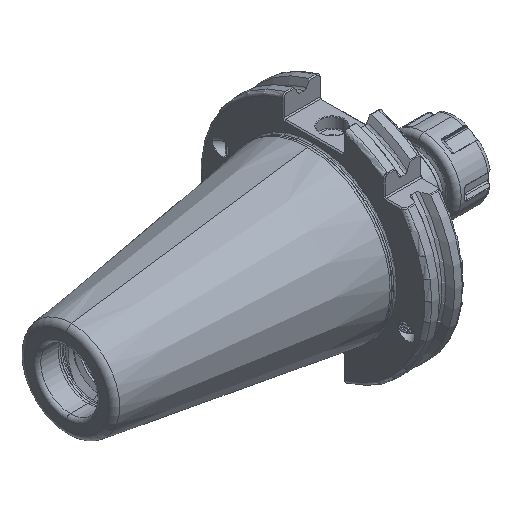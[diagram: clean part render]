
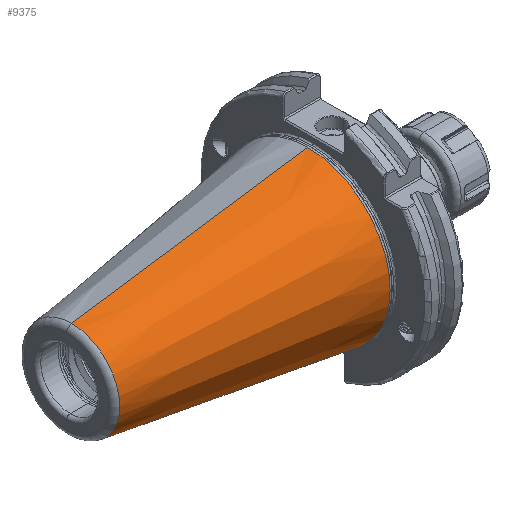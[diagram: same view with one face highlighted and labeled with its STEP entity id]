
A CAD part, isometric view. The second image highlights one B-rep face of the part: STEP entity #9375.
In plain terms, the highlighted conical face has half-angle 8.297 degrees and reference radius 35.392 mm.
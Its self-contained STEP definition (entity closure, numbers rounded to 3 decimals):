
#4743 = AXIS2_PLACEMENT_3D ( 'NONE', #23030, #23058, #23039 ) ;
#4760 = AXIS2_PLACEMENT_3D ( 'NONE', #19831, #19814, #19811 ) ;
#5977 = EDGE_CURVE ( 'NONE', #23962, #23958, #16631, .T. ) ;
#5992 = EDGE_CURVE ( 'NONE', #23952, #23950, #16604, .T. ) ;
#6011 = EDGE_CURVE ( 'NONE', #23953, #23962, #16691, .T. ) ;
#6254 = CIRCLE ( 'NONE', #4760, 35.027 ) ;
#6276 = CIRCLE ( 'NONE', #4743, 20.399 ) ;
#7895 = DIRECTION ( 'NONE',  ( 0., 0., -1. ) ) ;
#7928 = CARTESIAN_POINT ( 'NONE',  ( 0., 0., 0. ) ) ;
#7942 = DIRECTION ( 'NONE',  ( 1., 0., 0. ) ) ;
#9375 = ADVANCED_FACE ( 'NONE', ( #16466 ), #16482, .T. ) ;
#12415 = CARTESIAN_POINT ( 'NONE',  ( 0., 0., 35.392 ) ) ;
#12454 = DIRECTION ( 'NONE',  ( 0.99, 0., 0.144 ) ) ;
#16466 = FACE_OUTER_BOUND ( 'NONE', #26690, .T. ) ;
#16482 = CONICAL_SURFACE ( 'NONE', #18755, 35.392, 0.145 ) ;
#16601 = VECTOR ( 'NONE', #23729, 1000. ) ;
#16604 = LINE ( 'NONE', #23720, #16601 ) ;
#16631 = CIRCLE ( 'NONE', #18849, 35.027 ) ;
#16660 = VECTOR ( 'NONE', #12454, 1000. ) ;
#16691 = LINE ( 'NONE', #12415, #16660 ) ;
#18755 = AXIS2_PLACEMENT_3D ( 'NONE', #7928, #7942, #7895 ) ;
#18849 = AXIS2_PLACEMENT_3D ( 'NONE', #23661, #23658, #23664 ) ;
#19440 = EDGE_CURVE ( 'NONE', #23953, #23952, #6276, .T. ) ;
#19484 = EDGE_CURVE ( 'NONE', #23958, #23950, #6254, .T. ) ;
#19811 = DIRECTION ( 'NONE',  ( 0., 1., 0. ) ) ;
#19814 = DIRECTION ( 'NONE',  ( 1., 0., 0. ) ) ;
#19831 = CARTESIAN_POINT ( 'NONE',  ( -2.5, 0., 0. ) ) ;
#23030 = CARTESIAN_POINT ( 'NONE',  ( -102.811, 0., 0. ) ) ;
#23039 = DIRECTION ( 'NONE',  ( 0., 0., 1. ) ) ;
#23058 = DIRECTION ( 'NONE',  ( 1., 0., 0. ) ) ;
#23658 = DIRECTION ( 'NONE',  ( 1., 0., 0. ) ) ;
#23661 = CARTESIAN_POINT ( 'NONE',  ( -2.5, 0., 0. ) ) ;
#23664 = DIRECTION ( 'NONE',  ( 0., 1., 0. ) ) ;
#23720 = CARTESIAN_POINT ( 'NONE',  ( 0., 0., -35.392 ) ) ;
#23729 = DIRECTION ( 'NONE',  ( 0.99, 0., -0.144 ) ) ;
#23950 = VERTEX_POINT ( 'NONE', #29679 ) ;
#23952 = VERTEX_POINT ( 'NONE', #29702 ) ;
#23953 = VERTEX_POINT ( 'NONE', #29705 ) ;
#23958 = VERTEX_POINT ( 'NONE', #29716 ) ;
#23962 = VERTEX_POINT ( 'NONE', #29706 ) ;
#26690 = EDGE_LOOP ( 'NONE', ( #30164, #30150, #30184, #30131, #30159 ) ) ;
#29679 = CARTESIAN_POINT ( 'NONE',  ( -2.5, 0., -35.027 ) ) ;
#29702 = CARTESIAN_POINT ( 'NONE',  ( -102.811, 0., -20.399 ) ) ;
#29705 = CARTESIAN_POINT ( 'NONE',  ( -102.811, 0., 20.399 ) ) ;
#29706 = CARTESIAN_POINT ( 'NONE',  ( -2.5, 0., 35.027 ) ) ;
#29716 = CARTESIAN_POINT ( 'NONE',  ( -2.5, -35.027, 0. ) ) ;
#30131 = ORIENTED_EDGE ( 'NONE', *, *, #19484, .F. ) ;
#30150 = ORIENTED_EDGE ( 'NONE', *, *, #19440, .T. ) ;
#30159 = ORIENTED_EDGE ( 'NONE', *, *, #5977, .F. ) ;
#30164 = ORIENTED_EDGE ( 'NONE', *, *, #6011, .F. ) ;
#30184 = ORIENTED_EDGE ( 'NONE', *, *, #5992, .T. ) ;
